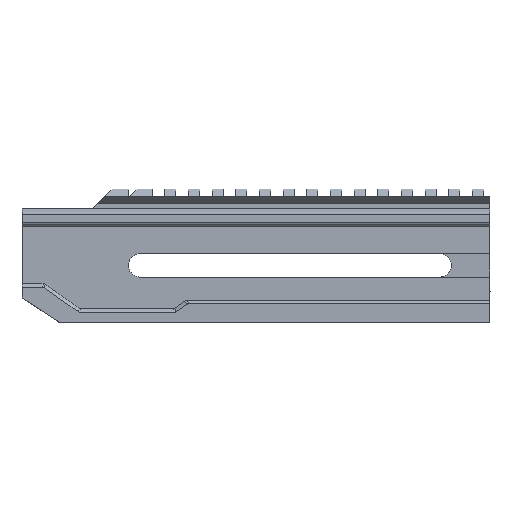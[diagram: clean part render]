
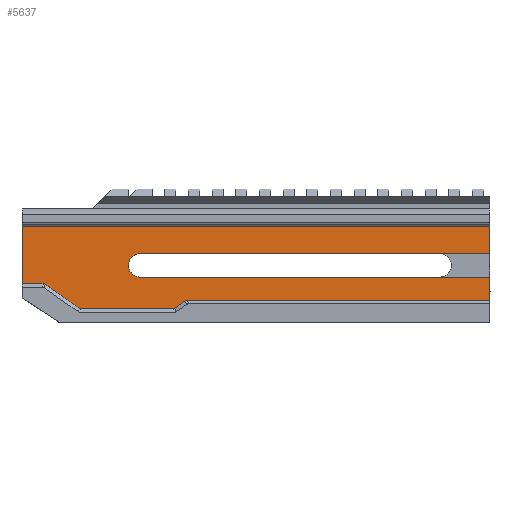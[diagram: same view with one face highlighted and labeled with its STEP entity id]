
A CAD part, left-side view. The second image highlights one B-rep face of the part: STEP entity #5637.
In plain terms, the highlighted planar face has unit normal (-1, 0, 0).
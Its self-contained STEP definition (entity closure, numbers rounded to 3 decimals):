
#314=CARTESIAN_POINT('',(-17.329,422.02,-10.298));
#315=VERTEX_POINT('',#314);
#322=CARTESIAN_POINT('',(-17.329,422.02,19.947));
#323=VERTEX_POINT('',#322);
#324=CARTESIAN_POINT('',(-17.329,422.02,19.947));
#325=DIRECTION('',(-0.,-0.,-1.));
#326=VECTOR('',#325,30.244);
#327=LINE('',#324,#326);
#328=EDGE_CURVE('',#323,#315,#327,.T.);
#763=CARTESIAN_POINT('',(-17.329,358.366,-14.821));
#764=VERTEX_POINT('',#763);
#765=CARTESIAN_POINT('',(-17.329,396.819,-14.821));
#766=VERTEX_POINT('',#765);
#767=CARTESIAN_POINT('',(-17.329,358.366,-14.821));
#768=DIRECTION('',(0.,1.,0.));
#769=VECTOR('',#768,38.453);
#770=LINE('',#767,#769);
#771=EDGE_CURVE('',#764,#766,#770,.T.);
#813=CARTESIAN_POINT('',(-17.329,397.966,-14.46));
#814=VERTEX_POINT('',#813);
#821=CARTESIAN_POINT('',(-17.329,412.001,-4.632));
#822=VERTEX_POINT('',#821);
#823=CARTESIAN_POINT('',(-17.329,397.966,-14.46));
#824=DIRECTION('',(0.,0.819,0.574));
#825=VECTOR('',#824,17.134);
#826=LINE('',#823,#825);
#827=EDGE_CURVE('',#814,#822,#826,.T.);
#853=CARTESIAN_POINT('',(-17.329,413.148,-4.271));
#854=VERTEX_POINT('',#853);
#861=CARTESIAN_POINT('',(-17.329,422.018,-4.271));
#862=VERTEX_POINT('',#861);
#863=CARTESIAN_POINT('',(-17.329,413.148,-4.271));
#864=DIRECTION('',(0.,1.,0.));
#865=VECTOR('',#864,8.869);
#866=LINE('',#863,#865);
#867=EDGE_CURVE('',#854,#862,#866,.T.);
#1070=CARTESIAN_POINT('',(-17.329,422.018,-10.299));
#1071=VERTEX_POINT('',#1070);
#1072=CARTESIAN_POINT('',(-17.329,422.018,-4.271));
#1073=DIRECTION('',(0.,0.,-1.));
#1074=VECTOR('',#1073,6.029);
#1075=LINE('',#1072,#1074);
#1076=EDGE_CURVE('',#862,#1071,#1075,.T.);
#1224=CARTESIAN_POINT('',(-17.329,422.02,-10.298));
#1225=DIRECTION('',(0.,-0.839,-0.545));
#1226=VECTOR('',#1225,0.003);
#1227=LINE('',#1224,#1226);
#1228=EDGE_CURVE('',#315,#1071,#1227,.T.);
#1584=CARTESIAN_POINT('',(-17.329,372.111,8.517));
#1585=VERTEX_POINT('',#1584);
#1592=CARTESIAN_POINT('',(-17.329,372.111,-1.483));
#1593=VERTEX_POINT('',#1592);
#1594=CARTESIAN_POINT('',(-17.329,372.111,3.517));
#1595=DIRECTION('',(-1.,0.,0.));
#1596=DIRECTION('',(0.,0.,1.));
#1597=AXIS2_PLACEMENT_3D('',#1594,#1595,#1596);
#1598=CIRCLE('',#1597,5.);
#1599=EDGE_CURVE('',#1585,#1593,#1598,.T.);
#1740=CARTESIAN_POINT('',(-17.329,353.171,-11.625));
#1741=VERTEX_POINT('',#1740);
#1748=CARTESIAN_POINT('',(-17.329,357.219,-14.46));
#1749=VERTEX_POINT('',#1748);
#1750=CARTESIAN_POINT('',(-17.329,353.171,-11.625));
#1751=DIRECTION('',(0.,0.819,-0.574));
#1752=VECTOR('',#1751,4.942);
#1753=LINE('',#1750,#1752);
#1754=EDGE_CURVE('',#1741,#1749,#1753,.T.);
#4408=CARTESIAN_POINT('',(-17.329,224.32,-11.264));
#4409=VERTEX_POINT('',#4408);
#4410=CARTESIAN_POINT('',(-17.329,352.024,-11.264));
#4411=VERTEX_POINT('',#4410);
#4412=CARTESIAN_POINT('',(-17.329,224.32,-11.264));
#4413=DIRECTION('',(0.,1.,0.));
#4414=VECTOR('',#4413,127.704);
#4415=LINE('',#4412,#4414);
#4416=EDGE_CURVE('',#4409,#4411,#4415,.T.);
#5344=CARTESIAN_POINT('',(-17.329,224.32,-1.483));
#5345=VERTEX_POINT('',#5344);
#5346=CARTESIAN_POINT('',(-17.329,372.111,-1.483));
#5347=DIRECTION('',(-0.,-1.,-0.));
#5348=VECTOR('',#5347,147.791);
#5349=LINE('',#5346,#5348);
#5350=EDGE_CURVE('',#1593,#5345,#5349,.T.);
#5375=CARTESIAN_POINT('',(-17.329,224.32,8.517));
#5376=VERTEX_POINT('',#5375);
#5383=CARTESIAN_POINT('',(-17.329,372.111,8.517));
#5384=DIRECTION('',(-0.,-1.,-0.));
#5385=VECTOR('',#5384,147.791);
#5386=LINE('',#5383,#5385);
#5387=EDGE_CURVE('',#1585,#5376,#5386,.T.);
#5559=CARTESIAN_POINT('',(-17.329,224.32,19.947));
#5560=VERTEX_POINT('',#5559);
#5561=CARTESIAN_POINT('',(-17.329,422.02,19.947));
#5562=DIRECTION('',(-0.,-1.,-0.));
#5563=VECTOR('',#5562,197.7);
#5564=LINE('',#5561,#5563);
#5565=EDGE_CURVE('',#323,#5560,#5564,.T.);
#5578=CARTESIAN_POINT('',(-17.329,456.,-13.624));
#5579=DIRECTION('',(-1.,0.,0.));
#5580=DIRECTION('',(0.,0.,1.));
#5581=AXIS2_PLACEMENT_3D('',#5578,#5579,#5580);
#5582=PLANE('',#5581);
#5583=ORIENTED_EDGE('',*,*,#827,.F.);
#5584=CARTESIAN_POINT('',(-17.329,396.819,-12.821));
#5585=DIRECTION('',(-1.,0.,0.));
#5586=DIRECTION('',(0.,0.,1.));
#5587=AXIS2_PLACEMENT_3D('',#5584,#5585,#5586);
#5588=CIRCLE('',#5587,2.);
#5589=EDGE_CURVE('',#814,#766,#5588,.T.);
#5590=ORIENTED_EDGE('',*,*,#5589,.T.);
#5591=ORIENTED_EDGE('',*,*,#771,.F.);
#5592=CARTESIAN_POINT('',(-17.329,358.366,-12.821));
#5593=DIRECTION('',(-1.,0.,0.));
#5594=DIRECTION('',(0.,0.,1.));
#5595=AXIS2_PLACEMENT_3D('',#5592,#5593,#5594);
#5596=CIRCLE('',#5595,2.);
#5597=EDGE_CURVE('',#764,#1749,#5596,.T.);
#5598=ORIENTED_EDGE('',*,*,#5597,.T.);
#5599=ORIENTED_EDGE('',*,*,#1754,.F.);
#5600=CARTESIAN_POINT('',(-17.329,352.024,-13.264));
#5601=DIRECTION('',(1.,0.,0.));
#5602=DIRECTION('',(0.,0.,-1.));
#5603=AXIS2_PLACEMENT_3D('',#5600,#5601,#5602);
#5604=CIRCLE('',#5603,2.);
#5605=EDGE_CURVE('',#1741,#4411,#5604,.T.);
#5606=ORIENTED_EDGE('',*,*,#5605,.T.);
#5607=ORIENTED_EDGE('',*,*,#4416,.F.);
#5608=CARTESIAN_POINT('',(-17.329,224.32,-1.483));
#5609=DIRECTION('',(-0.,-0.,-1.));
#5610=VECTOR('',#5609,9.781);
#5611=LINE('',#5608,#5610);
#5612=EDGE_CURVE('',#5345,#4409,#5611,.T.);
#5613=ORIENTED_EDGE('',*,*,#5612,.F.);
#5614=ORIENTED_EDGE('',*,*,#5350,.F.);
#5615=ORIENTED_EDGE('',*,*,#1599,.F.);
#5616=ORIENTED_EDGE('',*,*,#5387,.T.);
#5617=CARTESIAN_POINT('',(-17.329,224.32,19.947));
#5618=DIRECTION('',(-0.,-0.,-1.));
#5619=VECTOR('',#5618,11.429);
#5620=LINE('',#5617,#5619);
#5621=EDGE_CURVE('',#5560,#5376,#5620,.T.);
#5622=ORIENTED_EDGE('',*,*,#5621,.F.);
#5623=ORIENTED_EDGE('',*,*,#5565,.F.);
#5624=ORIENTED_EDGE('',*,*,#328,.T.);
#5625=ORIENTED_EDGE('',*,*,#1228,.T.);
#5626=ORIENTED_EDGE('',*,*,#1076,.F.);
#5627=ORIENTED_EDGE('',*,*,#867,.F.);
#5628=CARTESIAN_POINT('',(-17.329,413.148,-6.271));
#5629=DIRECTION('',(1.,0.,0.));
#5630=DIRECTION('',(0.,0.,-1.));
#5631=AXIS2_PLACEMENT_3D('',#5628,#5629,#5630);
#5632=CIRCLE('',#5631,2.);
#5633=EDGE_CURVE('',#854,#822,#5632,.T.);
#5634=ORIENTED_EDGE('',*,*,#5633,.T.);
#5635=EDGE_LOOP('',(#5583,#5590,#5591,#5598,#5599,#5606,#5607,#5613,#5614,#5615,#5616,#5622,#5623,#5624,#5625,#5626,#5627,#5634));
#5636=FACE_BOUND('',#5635,.T.);
#5637=ADVANCED_FACE('',(#5636),#5582,.T.);
